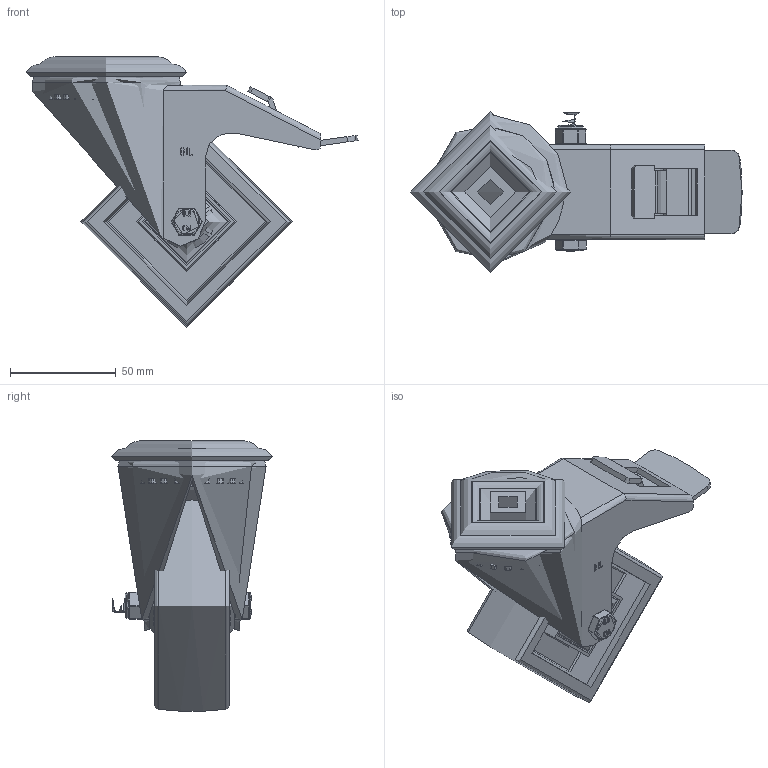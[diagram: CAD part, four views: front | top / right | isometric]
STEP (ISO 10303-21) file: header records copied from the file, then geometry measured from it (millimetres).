
FILE_DESCRIPTION(/* description */ ('','CAx-IF Rec.Pracs.---Representation and Presentation of Product Manufacturing Information (PMI)---4.0---2014-10-13'),/* implementation_level */ '2;1');
FILE_NAME(/* name */ 'BZMM100PNBJBH12SWB.step',/* time_stamp */ '2024-12-20T15:15:13Z',/* author */ (''),/* organization */ (''),/* preprocessor_version */ 'ST-DEVELOPER v20',/* originating_system */ 'Autodesk Translation Framework v13.20.0.188',/* authorisation */ '');
FILE_SCHEMA (('AP242_MANAGED_MODEL_BASED_3D_ENGINEERING_MIM_LF { 1 0 10303 442 1 1 4 }'));
Length unit declared in the file: millimetre
Products named in the file (24): BZMM100PNBJBH12SWB; BZMM100ASBH12SWB v1; PRESSED STEEL, ZINC PLATED HEAD; PRESSED STEEL, ZINC PLATED FORKS; PRESSED STEEL, ZINC PLATED BRAKE PEDAL; BRAKE PAD; BZMM100WPNBJM8 v1; POLYURETHANE TYRE; NYLON RIM; BEARING 6202; METAL; METAL2; Pattern; Component1; MIDDLE; RUBBER; RUBBER2; CAP; HEXBOLTM8X60Z8.8 - NEW v2; GRADE 8.8 ZINC PLATED BOLT; NYLOCM8Z v1; NYLOC NUT; NUT; RUBBER (1)
Assembly tree (31 placements, depth 5):
  BZMM100PNBJBH12SWB
    BZMM100ASBH12SWB v1
      PRESSED STEEL, ZINC PLATED HEAD
      PRESSED STEEL, ZINC PLATED FORKS
      PRESSED STEEL, ZINC PLATED BRAKE PEDAL
      BRAKE PAD
    BZMM100WPNBJM8 v1
      POLYURETHANE TYRE
      NYLON RIM
      BEARING 6202
        METAL
        METAL2
        Pattern
          Component1  x8
        MIDDLE
        RUBBER
        RUBBER2
      CAP  x2
    HEXBOLTM8X60Z8.8 - NEW v2
      GRADE 8.8 ZINC PLATED BOLT
    NYLOCM8Z v1
      NYLOC NUT
        NUT
        RUBBER (1)
Bounding box: 157 x 76 x 127.89 mm (x, y, z)
Volume: 234855.9 mm3; surface area: 146655 mm2
Topology: 24 solids, 24 shells, 1009 faces, 2570 edges, 1677 vertices
Faces by surface type: plane 466, cylinder 258, bspline 182, sphere 48, torus 43, cone 12
Full cylindrical faces by diameter (mm): 0.664 x2, 6.446 x9, 7.866 x15, 8 x2, 8.2 x2, 8.4 x2, 8.6 x2, 12 x1, 12.1 x1, 12.2 x1, 14.95 x2, 15 x1, 18 x1, 19.75 x2, 20 x4, 21.313 x1, 22.5 x2, 23 x2, 24 x3, 26 x2, 30 x6, 30.5 x2, 31 x4, 32 x1, 33 x2, 35 x2, 37 x2, 37.25 x2, 38 x1, 39.75 x2
Entity records: 37957 total; most frequent: CARTESIAN_POINT 14828, ORIENTED_EDGE 4858, DIRECTION 4266, EDGE_CURVE 2429, VERTEX_POINT 1599, AXIS2_PLACEMENT_3D 1514, LINE 1238, VECTOR 1238
